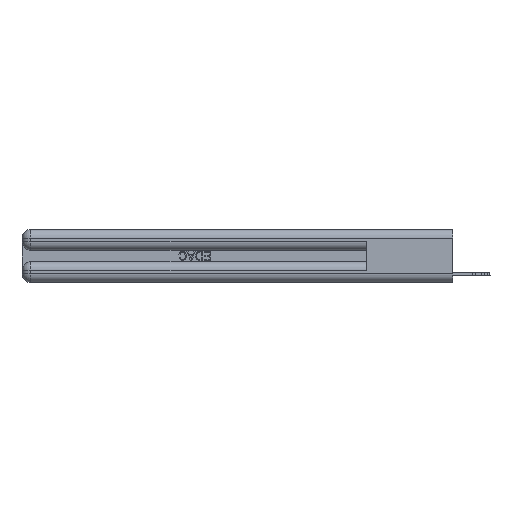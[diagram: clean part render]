
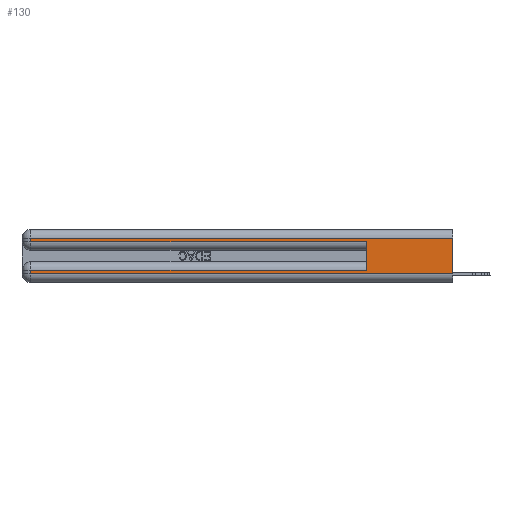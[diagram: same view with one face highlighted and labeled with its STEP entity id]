
A CAD part, left-side view. The second image highlights one B-rep face of the part: STEP entity #130.
In plain terms, the highlighted planar face has unit normal (-1, 0, 0).
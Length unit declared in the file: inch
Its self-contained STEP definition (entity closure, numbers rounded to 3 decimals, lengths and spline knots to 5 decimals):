
#130 = ADVANCED_FACE ( 'NONE', ( #33126 ), #19722, .F. ) ;
#2264 = EDGE_LOOP ( 'NONE', ( #14385, #5619, #22954, #16841, #17839, #17756, #29091, #23045 ) ) ;
#2679 = CARTESIAN_POINT ( 'NONE',  ( 0., 0.6, 0.085 ) ) ;
#2799 = VECTOR ( 'NONE', #22260, 39.37008 ) ;
#2840 = CARTESIAN_POINT ( 'NONE',  ( 0., 0.6, 0.145 ) ) ;
#3459 = CARTESIAN_POINT ( 'NONE',  ( 0., 0., 0.31 ) ) ;
#5224 = VERTEX_POINT ( 'NONE', #23321 ) ;
#5619 = ORIENTED_EDGE ( 'NONE', *, *, #20221, .T. ) ;
#6314 = AXIS2_PLACEMENT_3D ( 'NONE', #27357, #22434, #12405 ) ;
#6512 = DIRECTION ( 'NONE',  ( 0., -1., 0. ) ) ;
#6714 = CARTESIAN_POINT ( 'NONE',  ( 0., 2.94, 0.285 ) ) ;
#8284 = VECTOR ( 'NONE', #20214, 39.37008 ) ;
#8647 = EDGE_CURVE ( 'NONE', #5224, #18764, #20930, .T. ) ;
#9170 = LINE ( 'NONE', #11911, #2799 ) ;
#10001 = CARTESIAN_POINT ( 'NONE',  ( 0., 0., 0.085 ) ) ;
#11198 = CARTESIAN_POINT ( 'NONE',  ( 0., 0., 0.06 ) ) ;
#11911 = CARTESIAN_POINT ( 'NONE',  ( 0., 0., 0.37 ) ) ;
#12405 = DIRECTION ( 'NONE',  ( 0., 0., -1. ) ) ;
#12773 = LINE ( 'NONE', #22977, #30625 ) ;
#14271 = CARTESIAN_POINT ( 'NONE',  ( 0., 0.6, 0.285 ) ) ;
#14385 = ORIENTED_EDGE ( 'NONE', *, *, #15314, .F. ) ;
#14659 = EDGE_CURVE ( 'NONE', #21083, #32965, #21519, .T. ) ;
#14741 = EDGE_CURVE ( 'NONE', #18782, #21281, #19298, .T. ) ;
#15314 = EDGE_CURVE ( 'NONE', #31641, #17607, #9170, .T. ) ;
#16125 = DIRECTION ( 'NONE',  ( 0., -1., 0. ) ) ;
#16288 = LINE ( 'NONE', #11198, #24137 ) ;
#16841 = ORIENTED_EDGE ( 'NONE', *, *, #27457, .T. ) ;
#17088 = DIRECTION ( 'NONE',  ( 0., 0., -1. ) ) ;
#17607 = VERTEX_POINT ( 'NONE', #31368 ) ;
#17756 = ORIENTED_EDGE ( 'NONE', *, *, #29248, .T. ) ;
#17839 = ORIENTED_EDGE ( 'NONE', *, *, #14659, .F. ) ;
#18764 = VERTEX_POINT ( 'NONE', #28329 ) ;
#18782 = VERTEX_POINT ( 'NONE', #25428 ) ;
#19298 = LINE ( 'NONE', #22339, #32623 ) ;
#19722 = PLANE ( 'NONE',  #6314 ) ;
#20151 = VECTOR ( 'NONE', #6512, 39.37008 ) ;
#20214 = DIRECTION ( 'NONE',  ( 0., 1., 0. ) ) ;
#20221 = EDGE_CURVE ( 'NONE', #31641, #18782, #12773, .T. ) ;
#20930 = LINE ( 'NONE', #26013, #33179 ) ;
#21083 = VERTEX_POINT ( 'NONE', #2679 ) ;
#21281 = VERTEX_POINT ( 'NONE', #6714 ) ;
#21519 = LINE ( 'NONE', #2840, #23379 ) ;
#21661 = LINE ( 'NONE', #24529, #20151 ) ;
#22260 = DIRECTION ( 'NONE',  ( 0., 0., -1. ) ) ;
#22339 = CARTESIAN_POINT ( 'NONE',  ( 0., 2.94, 0.37 ) ) ;
#22434 = DIRECTION ( 'NONE',  ( 1., 0., 0. ) ) ;
#22954 = ORIENTED_EDGE ( 'NONE', *, *, #14741, .T. ) ;
#22977 = CARTESIAN_POINT ( 'NONE',  ( 0., 0., 0.31 ) ) ;
#23045 = ORIENTED_EDGE ( 'NONE', *, *, #33334, .T. ) ;
#23321 = CARTESIAN_POINT ( 'NONE',  ( 0., 2.94, 0.085 ) ) ;
#23379 = VECTOR ( 'NONE', #26434, 39.37008 ) ;
#23417 = LINE ( 'NONE', #10001, #8284 ) ;
#24137 = VECTOR ( 'NONE', #16125, 39.37008 ) ;
#24529 = CARTESIAN_POINT ( 'NONE',  ( 0., 0., 0.285 ) ) ;
#25428 = CARTESIAN_POINT ( 'NONE',  ( 0., 2.94, 0.31 ) ) ;
#26013 = CARTESIAN_POINT ( 'NONE',  ( 0., 2.94, 0.37 ) ) ;
#26434 = DIRECTION ( 'NONE',  ( 0., 0., 1. ) ) ;
#27357 = CARTESIAN_POINT ( 'NONE',  ( 0., 0., 0.37 ) ) ;
#27457 = EDGE_CURVE ( 'NONE', #21281, #32965, #21661, .T. ) ;
#28329 = CARTESIAN_POINT ( 'NONE',  ( 0., 2.94, 0.06 ) ) ;
#28594 = DIRECTION ( 'NONE',  ( 0., 1., 0. ) ) ;
#28754 = DIRECTION ( 'NONE',  ( 0., 0., -1. ) ) ;
#29091 = ORIENTED_EDGE ( 'NONE', *, *, #8647, .T. ) ;
#29248 = EDGE_CURVE ( 'NONE', #21083, #5224, #23417, .T. ) ;
#30625 = VECTOR ( 'NONE', #28594, 39.37008 ) ;
#31368 = CARTESIAN_POINT ( 'NONE',  ( 0., 0., 0.06 ) ) ;
#31641 = VERTEX_POINT ( 'NONE', #3459 ) ;
#32623 = VECTOR ( 'NONE', #17088, 39.37008 ) ;
#32965 = VERTEX_POINT ( 'NONE', #14271 ) ;
#33126 = FACE_OUTER_BOUND ( 'NONE', #2264, .T. ) ;
#33179 = VECTOR ( 'NONE', #28754, 39.37008 ) ;
#33334 = EDGE_CURVE ( 'NONE', #18764, #17607, #16288, .T. ) ;
